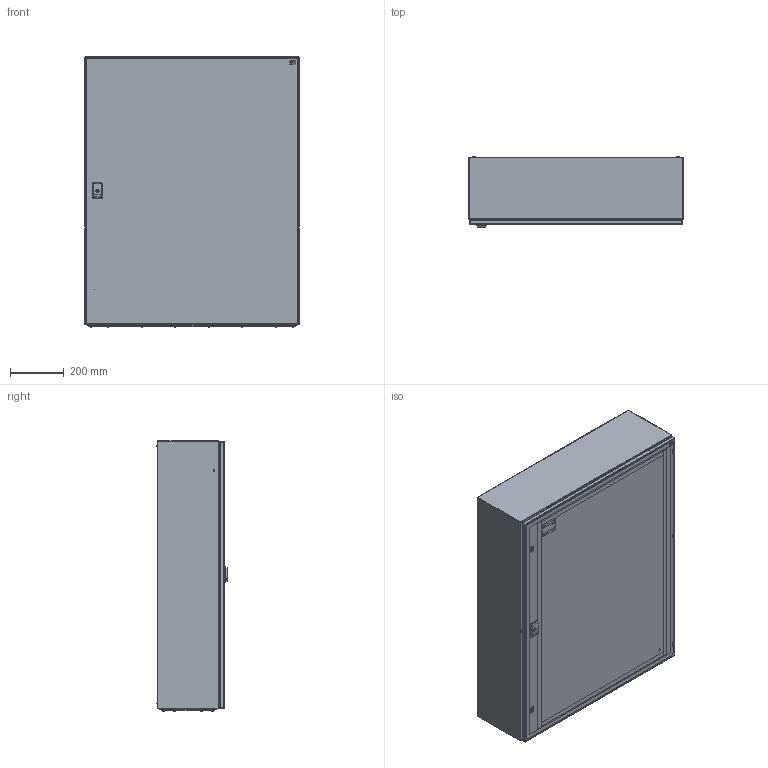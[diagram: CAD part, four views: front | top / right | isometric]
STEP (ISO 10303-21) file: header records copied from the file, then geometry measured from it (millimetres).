
FILE_DESCRIPTION((''),'2;1');
FILE_NAME('GT_100_80_25_ASM','2021-11-04T',('marketing.praksa'),('Audax d.o.o.'),'CREO PARAMETRIC BY PTC INC, 2017480','CREO PARAMETRIC BY PTC INC, 2017480','');
FILE_SCHEMA(('AUTOMOTIVE_DESIGN { 1 0 10303 214 1 1 1 1 }'));
Products named in the file (71): KOR_GT_100-80-25_1; PRZEPUST_1_2_3_4_5_6_7_1; ZAWIAS_1_2_3_4_5_6_7_1; TULEJA_1_2_3_4_5_6_7_1; PLYTA_1_2_3_4_5_6_7_1; NAKRETKA_M8_1_2_3_4_5_6_7_1; ZASLEPKA_10_7_1_2_3_4_5_6_7_1; DRZWI_1_2_3_4_5_6_7_8_9_1_44__1; DRZWI_1_2_3_4_5_6_7_8_9_1_45__1; ZAWIAS_3_ST47_002_ELEMENT-54726; ZAWIAS_3_ST47_002_ELEMENT-54727; DRZWI_1_2_3_4_5_6_7_8_9_1_46__1; DRZWI_1_2_3_4_5_6_7_8_9_1_47__1; DRZWI_1_2_3_4_5_6_7_8_9_1_48__1; DRZWI_1_2_3_4_5_6_7_8_9_1_49__1; ZAWIAS_3_ST47_002_ELEMENT-54732; DRZWI_1_2_3_4_5_6_7_8_9__50_1_1; DRZWI_1_2_3_4_5_6_7_8_9__51_1_1; DRZWI_1_2_3_4_5_6_7_8_9__52_1_1; DRZWI_1_2_3_4_5_6_7_8_9__54_1_1; DRZWI_1_2_3_4_5_6_7_8_9__55_1_2; DRZWI_1_2_3_4_5_6_7_8_9__55_1_3; DRZWI_1_2_3_4_5_6_7_8_9__55_1_4; ANSI_B27_7M_3CMI-4-54739_1; ANSI_B27_7M_3CMI-4-54740_1; ANSI_B27_7M_3CMI-4-54741_1; DRZWI_1_2_3_4_5_6_7_8_9__56_1_1; DRZWI_1_2_3_4_5_6_7_8_9__57_1_1; DRZWI_1_2_3_4_5_6_7_8_9__58_1_1; DRZWI_1_2_3_4_5_6_7_8_9__59_1_2; DRZWI_1_2_3_4_5_6_7_8_9_60_1__2; DRZWI_1_2_3_4_5_6_7_8_9_61_1__2; DRZWI_1_2_3_4_5_6_7_8_9_62_1__2; DRZWI_1_2_3_4_5_6_7_8_9_63_1__2; DRZWI_1_2_3_4_5_6_7_8_9_64_1__2; DRZWI_1_2_3_4_5_6_7_8_9_65_1__2; DRZWI_1_2_3_4_5_6_7_8_9_66_1_1; DRZWI_1_2_3_4_5_6_7_8_9_67_1__2; DRZWI_1_2_3_4_5_6_7_8_9_68_1__2; DRZWI_1_2_3_4_5_6_7_8_9_69_1__2 ...
Assembly tree (81 placements, depth 2):
  GT_100_80_25_ASM
    KOR_GT_100-80-25_1
    PRZEPUST_1_2_3_4_5_6_7_1
    ZAWIAS_1_2_3_4_5_6_7_1  x3
    TULEJA_1_2_3_4_5_6_7_1  x4
    PLYTA_1_2_3_4_5_6_7_1
    NAKRETKA_M8_1_2_3_4_5_6_7_1  x4
    ZASLEPKA_10_7_1_2_3_4_5_6_7_1  x4
    DRZWI_1_2_3_4_5_6_7_8_9_1_44__1
    DRZWI_1_2_3_4_5_6_7_8_9_1_45__1
    ZAWIAS_3_ST47_002_ELEMENT-54726
    ZAWIAS_3_ST47_002_ELEMENT-54727
    DRZWI_1_2_3_4_5_6_7_8_9_1_46__1
    DRZWI_1_2_3_4_5_6_7_8_9_1_47__1
    DRZWI_1_2_3_4_5_6_7_8_9_1_48__1
    DRZWI_1_2_3_4_5_6_7_8_9_1_49__1
    ZAWIAS_3_ST47_002_ELEMENT-54732
    DRZWI_1_2_3_4_5_6_7_8_9__50_1_1
    DRZWI_1_2_3_4_5_6_7_8_9__51_1_1
    DRZWI_1_2_3_4_5_6_7_8_9__52_1_1
    DRZWI_1_2_3_4_5_6_7_8_9__54_1_1
    DRZWI_1_2_3_4_5_6_7_8_9__55_1_2
    DRZWI_1_2_3_4_5_6_7_8_9__55_1_3
    DRZWI_1_2_3_4_5_6_7_8_9__55_1_4
    ANSI_B27_7M_3CMI-4-54739_1
    ANSI_B27_7M_3CMI-4-54740_1
    ANSI_B27_7M_3CMI-4-54741_1
    DRZWI_1_2_3_4_5_6_7_8_9__56_1_1
    DRZWI_1_2_3_4_5_6_7_8_9__57_1_1
    DRZWI_1_2_3_4_5_6_7_8_9__58_1_1
    DRZWI_1_2_3_4_5_6_7_8_9__59_1_2
    DRZWI_1_2_3_4_5_6_7_8_9_60_1__2
    DRZWI_1_2_3_4_5_6_7_8_9_61_1__2
    DRZWI_1_2_3_4_5_6_7_8_9_62_1__2
    DRZWI_1_2_3_4_5_6_7_8_9_63_1__2
    DRZWI_1_2_3_4_5_6_7_8_9_64_1__2
    DRZWI_1_2_3_4_5_6_7_8_9_65_1__2
    DRZWI_1_2_3_4_5_6_7_8_9_66_1_1
    DRZWI_1_2_3_4_5_6_7_8_9_67_1__2
    DRZWI_1_2_3_4_5_6_7_8_9_68_1__2
    DRZWI_1_2_3_4_5_6_7_8_9_69_1__2
    DRZWI_1_2_3_4_5_6_7_8__70_1_1_2
    DRZWI_1_2_3_4_5_6_7_8__71_1_1_2
    DRZWI_1_2_3_4_5_6_7_8__72_1_1
    DRZWI_1_2_3_4_5_6_7_8__73_1_1_2
    DRZWI_1_2_3_4_5_6_7_8__74_1_1_2
    DRZWI_1_2_3_4_5_6_7_8__75_1_1_2
    DRZWI_1_2_3_4_5_6_7_8__76_1_1_2
    DRZWI_1_2_3_4_5_6_7_8__77_1_1_2
    DRZWI_1_2_3_4_5_6_7_8__78_1_1_2
    DRZWI_1_2_3_4_5_6_7_8__79_1
    DRZWI_1_2_3_4_5_6_7_8_80_1_1_2
    ETI_LOGO_1_1_1_1_1_2_3_4_5_6__7
    ETI_LOGO_2_1_1_1_1_2_3_4_5_6__7
    ETI_LOGO_3_1_1_1_1_2_3_4_5_6__7
    SCREWS_100_80_25_1_1
    SCREWS_100_80_25_1_2
    SCREWS_100_80_25_1_3
    SCREWS_100_80_25_1_4
    SCREWS_100_80_25_1_5
Bounding box: 800 x 261.84 x 1008.44 mm (x, y, z)
Volume: 5726791 mm3; surface area: 7319102 mm2
Topology: 80 solids, 81 shells, 3702 faces, 10322 edges, 6941 vertices
Faces by surface type: plane 1658, cylinder 1470, torus 174, cone 144, extrusion 136, sphere 68, bspline 52
Entity records: 147476 total; most frequent: CARTESIAN_POINT 24639, DIRECTION 17981, ORIENTED_EDGE 16912, PRESENTATION_STYLE_ASSIGNMENT 9988, STYLED_ITEM 9099, CURVE_STYLE 8456, EDGE_CURVE 8456, AXIS2_PLACEMENT_3D 6787
